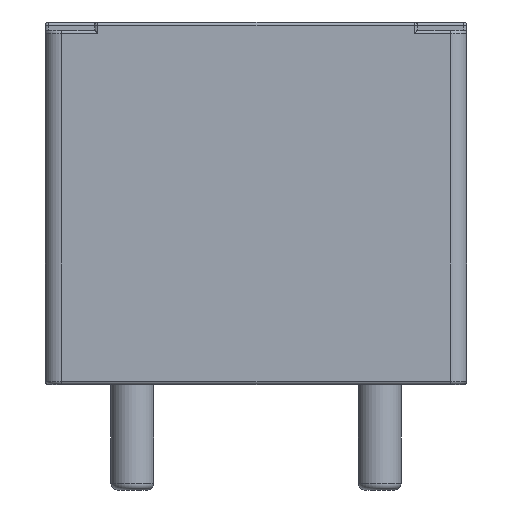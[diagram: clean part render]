
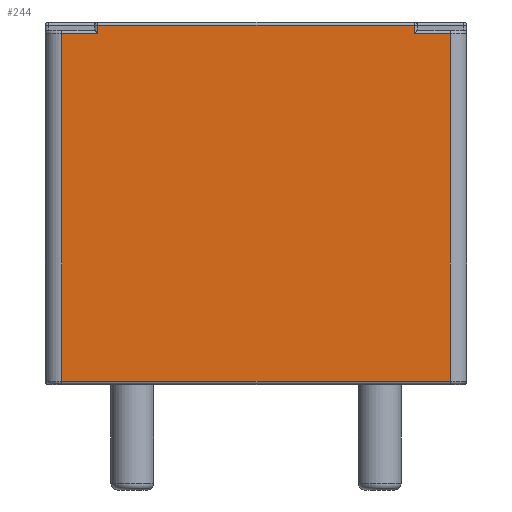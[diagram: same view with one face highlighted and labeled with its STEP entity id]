
A CAD part, left-side view. The second image highlights one B-rep face of the part: STEP entity #244.
In plain terms, the highlighted planar face has unit normal (-1, 0, 0).
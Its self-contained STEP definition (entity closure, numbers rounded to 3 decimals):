
#22 = VERTEX_POINT('',#23);
#23 = CARTESIAN_POINT('',(-2.,9.65,0.1));
#41 = VERTEX_POINT('',#42);
#42 = CARTESIAN_POINT('',(-2.,-2.15,0.1));
#49 = EDGE_CURVE('',#41,#22,#50,.T.);
#50 = LINE('',#51,#52);
#51 = CARTESIAN_POINT('',(-2.,6.95,0.1));
#52 = VECTOR('',#53,1.);
#53 = DIRECTION('',(0.,1.,0.));
#244 = ADVANCED_FACE('',(#245),#302,.T.);
#245 = FACE_BOUND('',#246,.T.);
#246 = EDGE_LOOP('',(#247,#248,#256,#264,#272,#280,#288,#296));
#247 = ORIENTED_EDGE('',*,*,#49,.F.);
#248 = ORIENTED_EDGE('',*,*,#249,.F.);
#249 = EDGE_CURVE('',#250,#41,#252,.T.);
#250 = VERTEX_POINT('',#251);
#251 = CARTESIAN_POINT('',(-2.,-2.15,10.65));
#252 = LINE('',#253,#254);
#253 = CARTESIAN_POINT('',(-2.,-2.15,0.));
#254 = VECTOR('',#255,1.);
#255 = DIRECTION('',(0.,0.,-1.));
#256 = ORIENTED_EDGE('',*,*,#257,.F.);
#257 = EDGE_CURVE('',#258,#250,#260,.T.);
#258 = VERTEX_POINT('',#259);
#259 = CARTESIAN_POINT('',(-2.,-1.05,10.65));
#260 = LINE('',#261,#262);
#261 = CARTESIAN_POINT('',(-2.,4.125,10.65));
#262 = VECTOR('',#263,1.);
#263 = DIRECTION('',(0.,-1.,0.));
#264 = ORIENTED_EDGE('',*,*,#265,.F.);
#265 = EDGE_CURVE('',#266,#258,#268,.T.);
#266 = VERTEX_POINT('',#267);
#267 = CARTESIAN_POINT('',(-2.,-1.05,10.9));
#268 = LINE('',#269,#270);
#269 = CARTESIAN_POINT('',(-2.,-1.05,5.5));
#270 = VECTOR('',#271,1.);
#271 = DIRECTION('',(0.,0.,-1.));
#272 = ORIENTED_EDGE('',*,*,#273,.F.);
#273 = EDGE_CURVE('',#274,#266,#276,.T.);
#274 = VERTEX_POINT('',#275);
#275 = CARTESIAN_POINT('',(-2.,8.55,10.9));
#276 = LINE('',#277,#278);
#277 = CARTESIAN_POINT('',(-2.,6.95,10.9));
#278 = VECTOR('',#279,1.);
#279 = DIRECTION('',(0.,-1.,0.));
#280 = ORIENTED_EDGE('',*,*,#281,.F.);
#281 = EDGE_CURVE('',#282,#274,#284,.T.);
#282 = VERTEX_POINT('',#283);
#283 = CARTESIAN_POINT('',(-2.,8.55,10.65));
#284 = LINE('',#285,#286);
#285 = CARTESIAN_POINT('',(-2.,8.55,5.5));
#286 = VECTOR('',#287,1.);
#287 = DIRECTION('',(0.,0.,1.));
#288 = ORIENTED_EDGE('',*,*,#289,.F.);
#289 = EDGE_CURVE('',#290,#282,#292,.T.);
#290 = VERTEX_POINT('',#291);
#291 = CARTESIAN_POINT('',(-2.,9.65,10.65));
#292 = LINE('',#293,#294);
#293 = CARTESIAN_POINT('',(-2.,9.775,10.65));
#294 = VECTOR('',#295,1.);
#295 = DIRECTION('',(0.,-1.,0.));
#296 = ORIENTED_EDGE('',*,*,#297,.F.);
#297 = EDGE_CURVE('',#22,#290,#298,.T.);
#298 = LINE('',#299,#300);
#299 = CARTESIAN_POINT('',(-2.,9.65,0.));
#300 = VECTOR('',#301,1.);
#301 = DIRECTION('',(0.,0.,1.));
#302 = PLANE('',#303);
#303 = AXIS2_PLACEMENT_3D('',#304,#305,#306);
#304 = CARTESIAN_POINT('',(-2.,10.15,0.));
#305 = DIRECTION('',(-1.,0.,0.));
#306 = DIRECTION('',(0.,-1.,0.));
